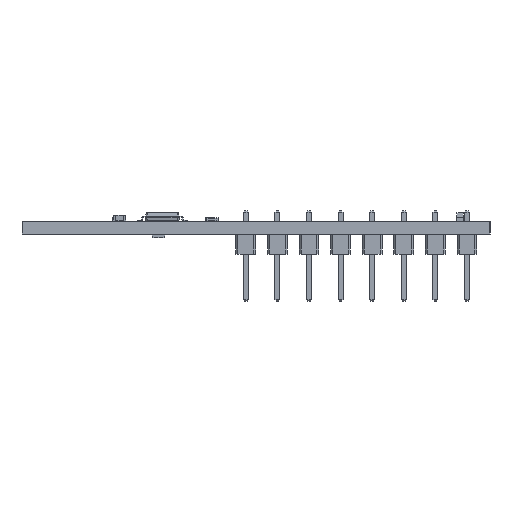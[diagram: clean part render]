
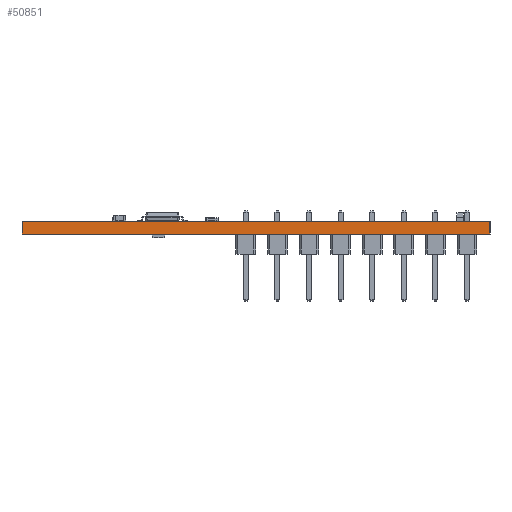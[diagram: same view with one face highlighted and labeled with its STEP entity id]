
A CAD part, left-side view. The second image highlights one B-rep face of the part: STEP entity #50851.
In plain terms, the highlighted planar face has unit normal (-1, 0, 0).
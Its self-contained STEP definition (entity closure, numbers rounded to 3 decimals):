
#45387 = PLANE('',#45388);
#45388 = AXIS2_PLACEMENT_3D('',#45389,#45390,#45391);
#45389 = CARTESIAN_POINT('',(166.05,-66.298,1.58));
#45390 = DIRECTION('',(-0.,-0.,-1.));
#45391 = DIRECTION('',(-1.,0.,0.));
#45441 = PLANE('',#45442);
#45442 = AXIS2_PLACEMENT_3D('',#45443,#45444,#45445);
#45443 = CARTESIAN_POINT('',(166.05,-66.298,0.));
#45444 = DIRECTION('',(-0.,-0.,-1.));
#45445 = DIRECTION('',(-1.,0.,0.));
#45474 = PLANE('',#45475);
#45475 = AXIS2_PLACEMENT_3D('',#45476,#45477,#45478);
#45476 = CARTESIAN_POINT('',(134.9,-35.,0.));
#45477 = DIRECTION('',(0.,1.,0.));
#45478 = DIRECTION('',(1.,0.,0.));
#45662 = VERTEX_POINT('',#45663);
#45663 = CARTESIAN_POINT('',(134.9,-95.,0.));
#45677 = PLANE('',#45678);
#45678 = AXIS2_PLACEMENT_3D('',#45679,#45680,#45681);
#45679 = CARTESIAN_POINT('',(195.,-95.,0.));
#45680 = DIRECTION('',(0.,-1.,0.));
#45681 = DIRECTION('',(-1.,0.,0.));
#45689 = EDGE_CURVE('',#45662,#45690,#45692,.T.);
#45690 = VERTEX_POINT('',#45691);
#45691 = CARTESIAN_POINT('',(134.9,-35.,0.));
#45692 = SURFACE_CURVE('',#45693,(#45697,#45704),.PCURVE_S1.);
#45693 = LINE('',#45694,#45695);
#45694 = CARTESIAN_POINT('',(134.9,-95.,0.));
#45695 = VECTOR('',#45696,1.);
#45696 = DIRECTION('',(0.,1.,0.));
#45697 = PCURVE('',#45441,#45698);
#45698 = DEFINITIONAL_REPRESENTATION('',(#45699),#45703);
#45699 = LINE('',#45700,#45701);
#45700 = CARTESIAN_POINT('',(31.15,-28.702));
#45701 = VECTOR('',#45702,1.);
#45702 = DIRECTION('',(0.,1.));
#45703 = ( GEOMETRIC_REPRESENTATION_CONTEXT(2) 
PARAMETRIC_REPRESENTATION_CONTEXT() REPRESENTATION_CONTEXT('2D SPACE',''
  ) );
#45704 = PCURVE('',#45705,#45710);
#45705 = PLANE('',#45706);
#45706 = AXIS2_PLACEMENT_3D('',#45707,#45708,#45709);
#45707 = CARTESIAN_POINT('',(134.9,-95.,0.));
#45708 = DIRECTION('',(-1.,0.,0.));
#45709 = DIRECTION('',(0.,1.,0.));
#45710 = DEFINITIONAL_REPRESENTATION('',(#45711),#45715);
#45711 = LINE('',#45712,#45713);
#45712 = CARTESIAN_POINT('',(0.,0.));
#45713 = VECTOR('',#45714,1.);
#45714 = DIRECTION('',(1.,0.));
#45715 = ( GEOMETRIC_REPRESENTATION_CONTEXT(2) 
PARAMETRIC_REPRESENTATION_CONTEXT() REPRESENTATION_CONTEXT('2D SPACE',''
  ) );
#48451 = VERTEX_POINT('',#48452);
#48452 = CARTESIAN_POINT('',(134.9,-95.,1.58));
#48473 = EDGE_CURVE('',#48451,#48474,#48476,.T.);
#48474 = VERTEX_POINT('',#48475);
#48475 = CARTESIAN_POINT('',(134.9,-35.,1.58));
#48476 = SURFACE_CURVE('',#48477,(#48481,#48488),.PCURVE_S1.);
#48477 = LINE('',#48478,#48479);
#48478 = CARTESIAN_POINT('',(134.9,-95.,1.58));
#48479 = VECTOR('',#48480,1.);
#48480 = DIRECTION('',(0.,1.,0.));
#48481 = PCURVE('',#45387,#48482);
#48482 = DEFINITIONAL_REPRESENTATION('',(#48483),#48487);
#48483 = LINE('',#48484,#48485);
#48484 = CARTESIAN_POINT('',(31.15,-28.702));
#48485 = VECTOR('',#48486,1.);
#48486 = DIRECTION('',(0.,1.));
#48487 = ( GEOMETRIC_REPRESENTATION_CONTEXT(2) 
PARAMETRIC_REPRESENTATION_CONTEXT() REPRESENTATION_CONTEXT('2D SPACE',''
  ) );
#48488 = PCURVE('',#45705,#48489);
#48489 = DEFINITIONAL_REPRESENTATION('',(#48490),#48494);
#48490 = LINE('',#48491,#48492);
#48491 = CARTESIAN_POINT('',(0.,-1.58));
#48492 = VECTOR('',#48493,1.);
#48493 = DIRECTION('',(1.,0.));
#48494 = ( GEOMETRIC_REPRESENTATION_CONTEXT(2) 
PARAMETRIC_REPRESENTATION_CONTEXT() REPRESENTATION_CONTEXT('2D SPACE',''
  ) );
#50801 = EDGE_CURVE('',#45690,#48474,#50802,.T.);
#50802 = SURFACE_CURVE('',#50803,(#50807,#50814),.PCURVE_S1.);
#50803 = LINE('',#50804,#50805);
#50804 = CARTESIAN_POINT('',(134.9,-35.,0.));
#50805 = VECTOR('',#50806,1.);
#50806 = DIRECTION('',(0.,0.,1.));
#50807 = PCURVE('',#45474,#50808);
#50808 = DEFINITIONAL_REPRESENTATION('',(#50809),#50813);
#50809 = LINE('',#50810,#50811);
#50810 = CARTESIAN_POINT('',(0.,0.));
#50811 = VECTOR('',#50812,1.);
#50812 = DIRECTION('',(0.,-1.));
#50813 = ( GEOMETRIC_REPRESENTATION_CONTEXT(2) 
PARAMETRIC_REPRESENTATION_CONTEXT() REPRESENTATION_CONTEXT('2D SPACE',''
  ) );
#50814 = PCURVE('',#45705,#50815);
#50815 = DEFINITIONAL_REPRESENTATION('',(#50816),#50820);
#50816 = LINE('',#50817,#50818);
#50817 = CARTESIAN_POINT('',(60.,0.));
#50818 = VECTOR('',#50819,1.);
#50819 = DIRECTION('',(0.,-1.));
#50820 = ( GEOMETRIC_REPRESENTATION_CONTEXT(2) 
PARAMETRIC_REPRESENTATION_CONTEXT() REPRESENTATION_CONTEXT('2D SPACE',''
  ) );
#50851 = ADVANCED_FACE('',(#50852),#45705,.T.);
#50852 = FACE_BOUND('',#50853,.T.);
#50853 = EDGE_LOOP('',(#50854,#50875,#50876,#50877));
#50854 = ORIENTED_EDGE('',*,*,#50855,.T.);
#50855 = EDGE_CURVE('',#45662,#48451,#50856,.T.);
#50856 = SURFACE_CURVE('',#50857,(#50861,#50868),.PCURVE_S1.);
#50857 = LINE('',#50858,#50859);
#50858 = CARTESIAN_POINT('',(134.9,-95.,0.));
#50859 = VECTOR('',#50860,1.);
#50860 = DIRECTION('',(0.,0.,1.));
#50861 = PCURVE('',#45705,#50862);
#50862 = DEFINITIONAL_REPRESENTATION('',(#50863),#50867);
#50863 = LINE('',#50864,#50865);
#50864 = CARTESIAN_POINT('',(0.,0.));
#50865 = VECTOR('',#50866,1.);
#50866 = DIRECTION('',(0.,-1.));
#50867 = ( GEOMETRIC_REPRESENTATION_CONTEXT(2) 
PARAMETRIC_REPRESENTATION_CONTEXT() REPRESENTATION_CONTEXT('2D SPACE',''
  ) );
#50868 = PCURVE('',#45677,#50869);
#50869 = DEFINITIONAL_REPRESENTATION('',(#50870),#50874);
#50870 = LINE('',#50871,#50872);
#50871 = CARTESIAN_POINT('',(60.1,0.));
#50872 = VECTOR('',#50873,1.);
#50873 = DIRECTION('',(0.,-1.));
#50874 = ( GEOMETRIC_REPRESENTATION_CONTEXT(2) 
PARAMETRIC_REPRESENTATION_CONTEXT() REPRESENTATION_CONTEXT('2D SPACE',''
  ) );
#50875 = ORIENTED_EDGE('',*,*,#48473,.T.);
#50876 = ORIENTED_EDGE('',*,*,#50801,.F.);
#50877 = ORIENTED_EDGE('',*,*,#45689,.F.);
